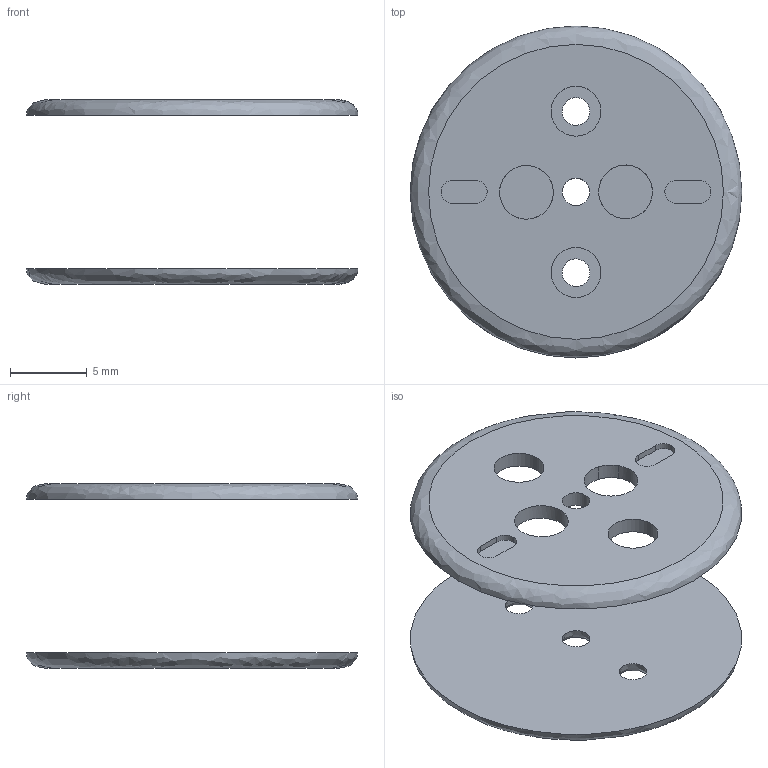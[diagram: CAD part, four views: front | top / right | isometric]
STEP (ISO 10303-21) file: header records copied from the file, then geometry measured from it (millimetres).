
FILE_DESCRIPTION(('HOOPS Exchange Step'),'2;1');
FILE_NAME('temp_export','2023-12-17T01:03:21-05:00',('jscotto'),('Shapr3D Limited'),'HOOPS Exchange 2023.2','Shapr3D','Authorized');
FILE_SCHEMA( ('AUTOMOTIVE_DESIGN { 1 0 10303 214 1 1 1 1 }') );
Length unit declared in the file: millimetre
Products named in the file (1): Pusher (B)
Bounding box: 21.6 x 21.6 x 12 mm (x, y, z)
Volume: 644.7 mm3; surface area: 1510 mm2
Topology: 2 solids, 2 shells, 29 faces, 73 edges, 51 vertices
Faces by surface type: plane 12, cylinder 9, bspline 8
Full cylindrical faces by diameter (mm): 1.8 x1, 3.25 x2
Entity records: 7170 total; most frequent: CARTESIAN_POINT 6465, ORIENTED_EDGE 146, DIRECTION 113, EDGE_CURVE 73, VERTEX_POINT 51, EDGE_LOOP 48, FACE_BOUND 48, AXIS2_PLACEMENT_3D 45
